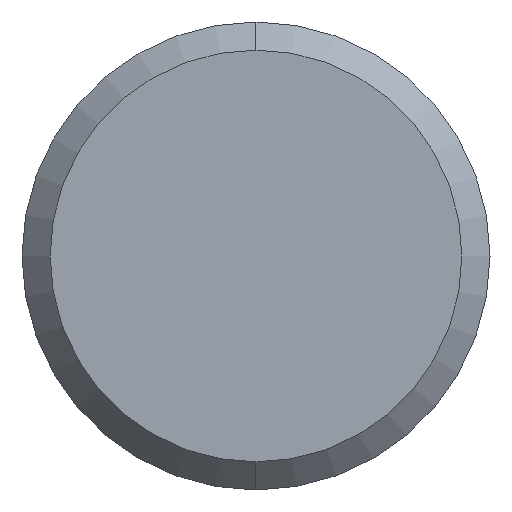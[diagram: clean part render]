
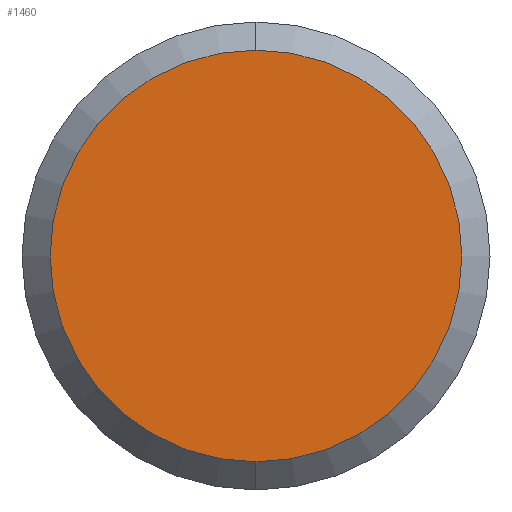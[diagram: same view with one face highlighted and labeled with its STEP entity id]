
A CAD part, left-side view. The second image highlights one B-rep face of the part: STEP entity #1460.
In plain terms, the highlighted planar face has unit normal (-1, 0, 0).
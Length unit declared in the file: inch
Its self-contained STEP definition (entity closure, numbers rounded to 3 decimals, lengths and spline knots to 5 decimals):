
#65 = DIRECTION ( 'NONE',  ( -1., 0., 0. ) ) ;
#174 = EDGE_CURVE ( 'NONE', #885, #428, #937, .T. ) ;
#428 = VERTEX_POINT ( 'NONE', #2358 ) ;
#467 = DIRECTION ( 'NONE',  ( 0., 0., -1. ) ) ;
#503 = AXIS2_PLACEMENT_3D ( 'NONE', #1128, #905, #2045 ) ;
#552 = AXIS2_PLACEMENT_3D ( 'NONE', #2525, #1345, #467 ) ;
#769 = DIRECTION ( 'NONE',  ( 0., 0., -1. ) ) ;
#885 = VERTEX_POINT ( 'NONE', #2193 ) ;
#905 = DIRECTION ( 'NONE',  ( 1., 0., 0. ) ) ;
#937 = CIRCLE ( 'NONE', #1173, 0.10985 ) ;
#1114 = FACE_OUTER_BOUND ( 'NONE', #1334, .T. ) ;
#1128 = CARTESIAN_POINT ( 'NONE',  ( 0., 0., 0. ) ) ;
#1173 = AXIS2_PLACEMENT_3D ( 'NONE', #2131, #65, #769 ) ;
#1334 = EDGE_LOOP ( 'NONE', ( #2058, #2357 ) ) ;
#1345 = DIRECTION ( 'NONE',  ( -1., 0., 0. ) ) ;
#1460 = ADVANCED_FACE ( 'NONE', ( #1114 ), #1560, .F. ) ;
#1560 = PLANE ( 'NONE',  #503 ) ;
#1847 = CIRCLE ( 'NONE', #552, 0.10985 ) ;
#2045 = DIRECTION ( 'NONE',  ( 0., 0., -1. ) ) ;
#2058 = ORIENTED_EDGE ( 'NONE', *, *, #2402, .T. ) ;
#2131 = CARTESIAN_POINT ( 'NONE',  ( 0., 0., 0. ) ) ;
#2193 = CARTESIAN_POINT ( 'NONE',  ( 0., 0., 0.10985 ) ) ;
#2357 = ORIENTED_EDGE ( 'NONE', *, *, #174, .T. ) ;
#2358 = CARTESIAN_POINT ( 'NONE',  ( 0., 0., -0.10985 ) ) ;
#2402 = EDGE_CURVE ( 'NONE', #428, #885, #1847, .T. ) ;
#2525 = CARTESIAN_POINT ( 'NONE',  ( 0., 0., 0. ) ) ;
